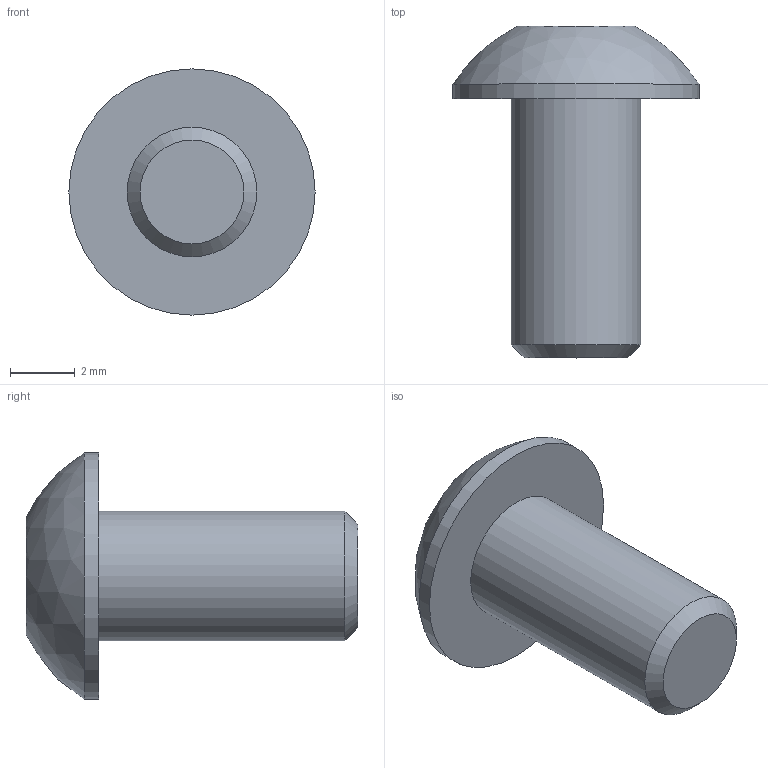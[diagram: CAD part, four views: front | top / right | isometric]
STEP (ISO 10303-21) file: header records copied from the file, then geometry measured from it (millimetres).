
FILE_DESCRIPTION(('FreeCAD Model'),'2;1');
FILE_NAME('bolt-m4x8-bhcs.step', '2014-10-30T10:12:23',('FreeCAD'),('FreeCAD'), 'Open CASCADE STEP processor 6.5','FreeCAD','Unknown');
FILE_SCHEMA(('AUTOMOTIVE_DESIGN_CC2 { 1 2 10303 214 -1 1 5 4 }'));
Length unit declared in the file: millimetre
Products named in the file (1): bolt-m4x8-bhcs
Bounding box: 7.6 x 10.24 x 7.6 mm (x, y, z)
Volume: 164 mm3; surface area: 230.5 mm2
Topology: 1 solids, 1 shells, 14 faces, 27 edges, 18 vertices
Faces by surface type: plane 10, cylinder 2, cone 1, sphere 1
Full cylindrical faces by diameter (mm): 4 x1, 7.6 x1
Entity records: 905 total; most frequent: CARTESIAN_POINT 229, DIRECTION 104, LINE 60, VECTOR 60, ORIENTED_EDGE 54, PCURVE 54, DEFINITIONAL_REPRESENTATION 54, EDGE_CURVE 27
